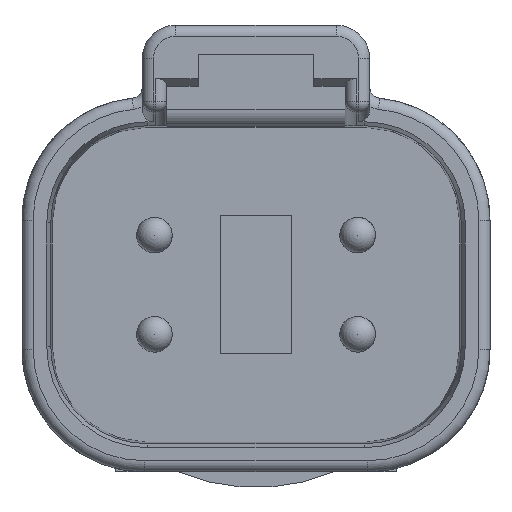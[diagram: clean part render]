
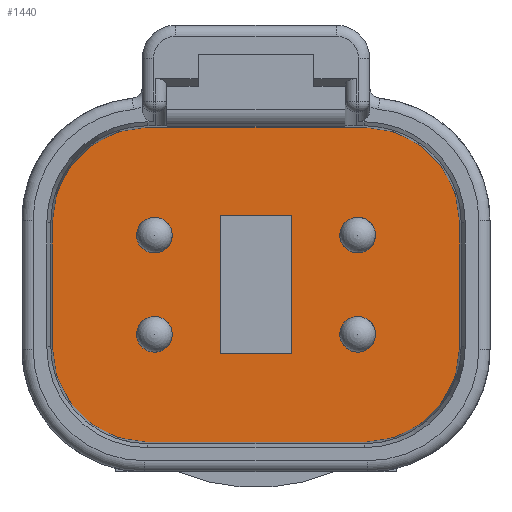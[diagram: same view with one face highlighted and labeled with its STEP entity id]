
A CAD part, front view. The second image highlights one B-rep face of the part: STEP entity #1440.
In plain terms, the highlighted planar face has unit normal (0, -1, 0).
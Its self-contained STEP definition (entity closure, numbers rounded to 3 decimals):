
#412=PLANE('',#5603);
#956=LINE('',#10657,#1246);
#960=LINE('',#10669,#1250);
#963=LINE('',#10684,#1253);
#968=LINE('',#10699,#1258);
#970=LINE('',#10707,#1260);
#971=LINE('',#10710,#1261);
#972=LINE('',#10712,#1262);
#973=LINE('',#10714,#1263);
#1246=VECTOR('',#6560,1.);
#1250=VECTOR('',#6572,1.);
#1253=VECTOR('',#6583,1.);
#1258=VECTOR('',#6598,1.);
#1260=VECTOR('',#6610,1.);
#1261=VECTOR('',#6611,1.);
#1262=VECTOR('',#6612,1.);
#1263=VECTOR('',#6613,1.);
#1440=ADVANCED_FACE('',(#1816,#1817,#1818,#1819,#1820,#1821),#412,.T.);
#1816=FACE_BOUND('',#1926,.T.);
#1817=FACE_BOUND('',#1927,.T.);
#1818=FACE_BOUND('',#1928,.T.);
#1819=FACE_BOUND('',#1929,.T.);
#1820=FACE_BOUND('',#1930,.T.);
#1821=FACE_BOUND('',#1931,.T.);
#1926=EDGE_LOOP('',(#2678,#2679,#2680,#2681));
#1927=EDGE_LOOP('',(#2682));
#1928=EDGE_LOOP('',(#2683));
#1929=EDGE_LOOP('',(#2684));
#1930=EDGE_LOOP('',(#2685));
#1931=EDGE_LOOP('',(#2686,#2687,#2688,#2689,#2690,#2691,#2692,#2693));
#2678=ORIENTED_EDGE('',*,*,#4661,.F.);
#2679=ORIENTED_EDGE('',*,*,#4662,.F.);
#2680=ORIENTED_EDGE('',*,*,#4663,.F.);
#2681=ORIENTED_EDGE('',*,*,#4664,.F.);
#2682=ORIENTED_EDGE('',*,*,#4276,.F.);
#2683=ORIENTED_EDGE('',*,*,#4278,.F.);
#2684=ORIENTED_EDGE('',*,*,#4272,.F.);
#2685=ORIENTED_EDGE('',*,*,#4274,.F.);
#2686=ORIENTED_EDGE('',*,*,#4636,.F.);
#2687=ORIENTED_EDGE('',*,*,#4639,.F.);
#2688=ORIENTED_EDGE('',*,*,#4642,.F.);
#2689=ORIENTED_EDGE('',*,*,#4645,.F.);
#2690=ORIENTED_EDGE('',*,*,#4648,.F.);
#2691=ORIENTED_EDGE('',*,*,#4651,.F.);
#2692=ORIENTED_EDGE('',*,*,#4656,.F.);
#2693=ORIENTED_EDGE('',*,*,#4660,.F.);
#3791=VERTEX_POINT('',#7552);
#3793=VERTEX_POINT('',#7557);
#3795=VERTEX_POINT('',#7562);
#3797=VERTEX_POINT('',#7567);
#4092=VERTEX_POINT('',#10649);
#4094=VERTEX_POINT('',#10656);
#4096=VERTEX_POINT('',#10662);
#4098=VERTEX_POINT('',#10668);
#4100=VERTEX_POINT('',#10674);
#4102=VERTEX_POINT('',#10683);
#4104=VERTEX_POINT('',#10689);
#4107=VERTEX_POINT('',#10698);
#4109=VERTEX_POINT('',#10708);
#4110=VERTEX_POINT('',#10709);
#4111=VERTEX_POINT('',#10711);
#4112=VERTEX_POINT('',#10713);
#4272=EDGE_CURVE('',#3791,#3791,#5074,.T.);
#4274=EDGE_CURVE('',#3793,#3793,#5076,.T.);
#4276=EDGE_CURVE('',#3795,#3795,#5078,.T.);
#4278=EDGE_CURVE('',#3797,#3797,#5080,.T.);
#4636=EDGE_CURVE('',#4094,#4092,#956,.T.);
#4639=EDGE_CURVE('',#4096,#4094,#5171,.T.);
#4642=EDGE_CURVE('',#4098,#4096,#960,.T.);
#4645=EDGE_CURVE('',#4100,#4098,#5173,.T.);
#4648=EDGE_CURVE('',#4102,#4100,#963,.T.);
#4651=EDGE_CURVE('',#4104,#4102,#5175,.T.);
#4656=EDGE_CURVE('',#4107,#4104,#968,.T.);
#4660=EDGE_CURVE('',#4092,#4107,#5177,.T.);
#4661=EDGE_CURVE('',#4109,#4110,#970,.T.);
#4662=EDGE_CURVE('',#4111,#4109,#971,.T.);
#4663=EDGE_CURVE('',#4112,#4111,#972,.T.);
#4664=EDGE_CURVE('',#4110,#4112,#973,.T.);
#5074=CIRCLE('',#5410,0.8);
#5076=CIRCLE('',#5413,0.8);
#5078=CIRCLE('',#5416,0.8);
#5080=CIRCLE('',#5419,0.8);
#5171=CIRCLE('',#5587,4.3);
#5173=CIRCLE('',#5591,4.3);
#5175=CIRCLE('',#5595,4.3);
#5177=CIRCLE('',#5601,4.3);
#5410=AXIS2_PLACEMENT_3D('',#7551,#6028,#6029);
#5413=AXIS2_PLACEMENT_3D('',#7556,#6034,#6035);
#5416=AXIS2_PLACEMENT_3D('',#7561,#6040,#6041);
#5419=AXIS2_PLACEMENT_3D('',#7566,#6046,#6047);
#5587=AXIS2_PLACEMENT_3D('',#10663,#6566,#6567);
#5591=AXIS2_PLACEMENT_3D('',#10675,#6578,#6579);
#5595=AXIS2_PLACEMENT_3D('',#10690,#6589,#6590);
#5601=AXIS2_PLACEMENT_3D('',#10705,#6606,#6607);
#5603=AXIS2_PLACEMENT_3D('',#10715,#6614,#6615);
#6028=DIRECTION('',(0.,-1.,0.));
#6029=DIRECTION('',(0.,0.,-1.));
#6034=DIRECTION('',(0.,-1.,0.));
#6035=DIRECTION('',(0.,0.,-1.));
#6040=DIRECTION('',(0.,-1.,0.));
#6041=DIRECTION('',(0.,0.,-1.));
#6046=DIRECTION('',(0.,-1.,0.));
#6047=DIRECTION('',(0.,0.,-1.));
#6560=DIRECTION('',(0.,0.,1.));
#6566=DIRECTION('',(0.,1.,0.));
#6567=DIRECTION('',(1.,0.,0.));
#6572=DIRECTION('',(-1.,0.,0.));
#6578=DIRECTION('',(0.,1.,0.));
#6579=DIRECTION('',(1.,0.,0.));
#6583=DIRECTION('',(0.,0.,-1.));
#6589=DIRECTION('',(0.,1.,0.));
#6590=DIRECTION('',(1.,0.,0.));
#6598=DIRECTION('',(1.,0.,0.));
#6606=DIRECTION('',(0.,1.,0.));
#6607=DIRECTION('',(1.,0.,0.));
#6610=DIRECTION('',(0.,0.,-1.));
#6611=DIRECTION('',(-1.,0.,0.));
#6612=DIRECTION('',(0.,0.,1.));
#6613=DIRECTION('',(1.,0.,0.));
#6614=DIRECTION('',(0.,-1.,0.));
#6615=DIRECTION('',(0.,0.,-1.));
#7551=CARTESIAN_POINT('',(-4.56,18.,-2.225));
#7552=CARTESIAN_POINT('',(-4.56,18.,-3.025));
#7556=CARTESIAN_POINT('',(4.56,18.,-2.225));
#7557=CARTESIAN_POINT('',(4.56,18.,-3.025));
#7561=CARTESIAN_POINT('',(4.56,18.,2.225));
#7562=CARTESIAN_POINT('',(4.56,18.,1.425));
#7566=CARTESIAN_POINT('',(-4.56,18.,2.225));
#7567=CARTESIAN_POINT('',(-4.56,18.,1.425));
#10649=CARTESIAN_POINT('',(-9.15,18.,2.775));
#10656=CARTESIAN_POINT('',(-9.15,18.,-2.775));
#10657=CARTESIAN_POINT('',(-9.15,18.,2.775));
#10662=CARTESIAN_POINT('',(-4.85,18.,-7.075));
#10663=CARTESIAN_POINT('',(-4.85,18.,-2.775));
#10668=CARTESIAN_POINT('',(4.85,18.,-7.075));
#10669=CARTESIAN_POINT('',(-4.85,18.,-7.075));
#10674=CARTESIAN_POINT('',(9.15,18.,-2.775));
#10675=CARTESIAN_POINT('',(4.85,18.,-2.775));
#10683=CARTESIAN_POINT('',(9.15,18.,2.775));
#10684=CARTESIAN_POINT('',(9.15,18.,-2.775));
#10689=CARTESIAN_POINT('',(4.85,18.,7.075));
#10690=CARTESIAN_POINT('',(4.85,18.,2.775));
#10698=CARTESIAN_POINT('',(-4.85,18.,7.075));
#10699=CARTESIAN_POINT('',(4.85,18.,7.075));
#10705=CARTESIAN_POINT('',(-4.85,18.,2.775));
#10707=CARTESIAN_POINT('',(-1.6,18.,3.1));
#10708=CARTESIAN_POINT('',(-1.6,18.,3.1));
#10709=CARTESIAN_POINT('',(-1.6,18.,-3.1));
#10710=CARTESIAN_POINT('',(1.6,18.,3.1));
#10711=CARTESIAN_POINT('',(1.6,18.,3.1));
#10712=CARTESIAN_POINT('',(1.6,18.,-3.1));
#10713=CARTESIAN_POINT('',(1.6,18.,-3.1));
#10714=CARTESIAN_POINT('',(-1.6,18.,-3.1));
#10715=CARTESIAN_POINT('',(-4.85,18.,-2.775));
